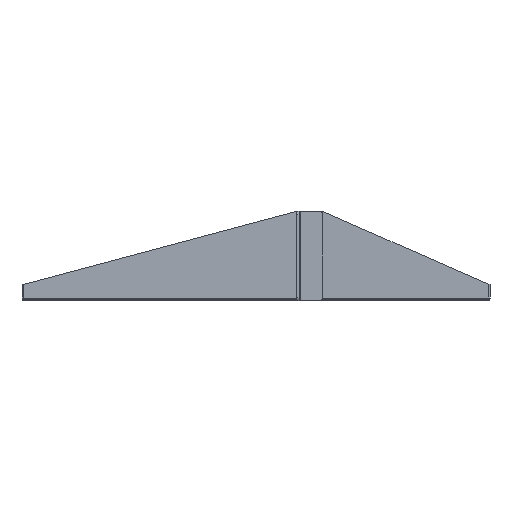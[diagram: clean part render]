
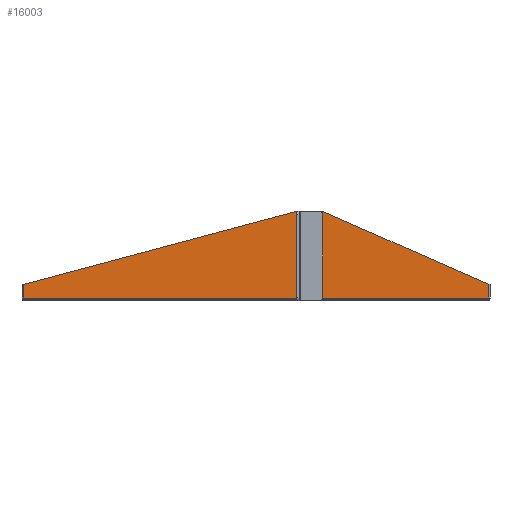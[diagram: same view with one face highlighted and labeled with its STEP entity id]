
A CAD part, left-side view. The second image highlights one B-rep face of the part: STEP entity #16003.
In plain terms, the highlighted planar face has unit normal (-1, 0, 0).
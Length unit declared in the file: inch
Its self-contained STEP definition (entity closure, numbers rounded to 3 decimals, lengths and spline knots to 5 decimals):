
#16 = CARTESIAN_POINT ( 'NONE',  ( -8.625, -8.91526, 0.086 ) ) ;
#163 = CARTESIAN_POINT ( 'NONE',  ( -8.625, -1.563, 3.436 ) ) ;
#722 = LINE ( 'NONE', #12294, #21133 ) ;
#927 = VERTEX_POINT ( 'NONE', #4240 ) ;
#1232 = CARTESIAN_POINT ( 'NONE',  ( -8.625, 5.87677, 7.14786 ) ) ;
#2396 = LINE ( 'NONE', #2523, #21613 ) ;
#2523 = CARTESIAN_POINT ( 'NONE',  ( -8.625, -9., 0.086 ) ) ;
#2810 = CARTESIAN_POINT ( 'NONE',  ( -8.625, -8.94292, 0.10045 ) ) ;
#3747 = EDGE_CURVE ( 'NONE', #16741, #13759, #14573, .T. ) ;
#4240 = CARTESIAN_POINT ( 'NONE',  ( -8.625, -8.94292, 0.63007 ) ) ;
#4952 = VECTOR ( 'NONE', #19734, 39.37008 ) ;
#5170 = VERTEX_POINT ( 'NONE', #20931 ) ;
#5606 = EDGE_CURVE ( 'NONE', #8742, #7241, #22954, .T. ) ;
#6051 = CARTESIAN_POINT ( 'NONE',  ( -8.625, -2.563, 3.436 ) ) ;
#6287 = AXIS2_PLACEMENT_3D ( 'NONE', #12514, #10593, #18363 ) ;
#6810 = PLANE ( 'NONE',  #19659 ) ;
#7180 = CARTESIAN_POINT ( 'NONE',  ( -8.625, 9.13965, 0.56754 ) ) ;
#7241 = VERTEX_POINT ( 'NONE', #2810 ) ;
#7341 = AXIS2_PLACEMENT_3D ( 'NONE', #12426, #10130, #10248 ) ;
#7831 = CARTESIAN_POINT ( 'NONE',  ( -8.625, -9., 3.436 ) ) ;
#8045 = ORIENTED_EDGE ( 'NONE', *, *, #24159, .F. ) ;
#8243 = VECTOR ( 'NONE', #22332, 39.37008 ) ;
#8412 = VECTOR ( 'NONE', #24226, 39.37008 ) ;
#8742 = VERTEX_POINT ( 'NONE', #16 ) ;
#9861 = DIRECTION ( 'NONE',  ( 0., 1., 0. ) ) ;
#10075 = ORIENTED_EDGE ( 'NONE', *, *, #22114, .T. ) ;
#10130 = DIRECTION ( 'NONE',  ( 1., 0., 0. ) ) ;
#10248 = DIRECTION ( 'NONE',  ( 0., 0., 1. ) ) ;
#10593 = DIRECTION ( 'NONE',  ( 1., 0., 0. ) ) ;
#11685 = VERTEX_POINT ( 'NONE', #18137 ) ;
#11758 = EDGE_CURVE ( 'NONE', #927, #13291, #22597, .T. ) ;
#12068 = ORIENTED_EDGE ( 'NONE', *, *, #3747, .T. ) ;
#12294 = CARTESIAN_POINT ( 'NONE',  ( -8.625, 8.94292, 0.057 ) ) ;
#12375 = DIRECTION ( 'NONE',  ( 0., 1., 0. ) ) ;
#12426 = CARTESIAN_POINT ( 'NONE',  ( -8.625, 8.95352, 0.04648 ) ) ;
#12514 = CARTESIAN_POINT ( 'NONE',  ( -8.625, -8.95352, 0.04648 ) ) ;
#13219 = EDGE_CURVE ( 'NONE', #13291, #16741, #21327, .T. ) ;
#13291 = VERTEX_POINT ( 'NONE', #6051 ) ;
#13759 = VERTEX_POINT ( 'NONE', #20367 ) ;
#14420 = ORIENTED_EDGE ( 'NONE', *, *, #11758, .T. ) ;
#14573 = LINE ( 'NONE', #7180, #8243 ) ;
#14853 = DIRECTION ( 'NONE',  ( 0., 0., 1. ) ) ;
#15422 = LINE ( 'NONE', #15795, #4952 ) ;
#15795 = CARTESIAN_POINT ( 'NONE',  ( -8.625, -8.94292, 0.057 ) ) ;
#16003 = ADVANCED_FACE ( 'NONE', ( #24099 ), #6810, .T. ) ;
#16153 = ORIENTED_EDGE ( 'NONE', *, *, #23083, .T. ) ;
#16367 = ORIENTED_EDGE ( 'NONE', *, *, #13219, .T. ) ;
#16741 = VERTEX_POINT ( 'NONE', #163 ) ;
#18137 = CARTESIAN_POINT ( 'NONE',  ( -8.625, 8.91526, 0.086 ) ) ;
#18363 = DIRECTION ( 'NONE',  ( 0., 0., 1. ) ) ;
#18404 = DIRECTION ( 'NONE',  ( -1., 0., 0. ) ) ;
#18646 = ORIENTED_EDGE ( 'NONE', *, *, #5606, .T. ) ;
#18747 = CIRCLE ( 'NONE', #7341, 0.055 ) ;
#19659 = AXIS2_PLACEMENT_3D ( 'NONE', #24489, #18404, #14853 ) ;
#19734 = DIRECTION ( 'NONE',  ( 0., 0., 1. ) ) ;
#20367 = CARTESIAN_POINT ( 'NONE',  ( -8.625, 8.94292, 0.62026 ) ) ;
#20931 = CARTESIAN_POINT ( 'NONE',  ( -8.625, 8.94292, 0.10045 ) ) ;
#21133 = VECTOR ( 'NONE', #23615, 39.37008 ) ;
#21327 = LINE ( 'NONE', #7831, #25079 ) ;
#21613 = VECTOR ( 'NONE', #12375, 39.37008 ) ;
#21629 = ORIENTED_EDGE ( 'NONE', *, *, #24528, .T. ) ;
#22114 = EDGE_CURVE ( 'NONE', #13759, #5170, #722, .T. ) ;
#22332 = DIRECTION ( 'NONE',  ( 0., 0.966, -0.259 ) ) ;
#22597 = LINE ( 'NONE', #1232, #8412 ) ;
#22954 = CIRCLE ( 'NONE', #6287, 0.055 ) ;
#23083 = EDGE_CURVE ( 'NONE', #5170, #11685, #18747, .T. ) ;
#23399 = EDGE_LOOP ( 'NONE', ( #12068, #10075, #16153, #8045, #18646, #21629, #14420, #16367 ) ) ;
#23615 = DIRECTION ( 'NONE',  ( 0., 0., -1. ) ) ;
#24099 = FACE_OUTER_BOUND ( 'NONE', #23399, .T. ) ;
#24159 = EDGE_CURVE ( 'NONE', #8742, #11685, #2396, .T. ) ;
#24226 = DIRECTION ( 'NONE',  ( 0., 0.915, 0.403 ) ) ;
#24489 = CARTESIAN_POINT ( 'NONE',  ( -8.625, 9., 0.04648 ) ) ;
#24528 = EDGE_CURVE ( 'NONE', #7241, #927, #15422, .T. ) ;
#25079 = VECTOR ( 'NONE', #9861, 39.37008 ) ;
